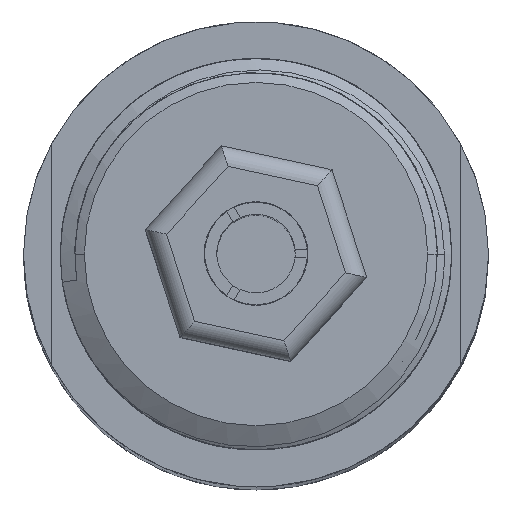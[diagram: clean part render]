
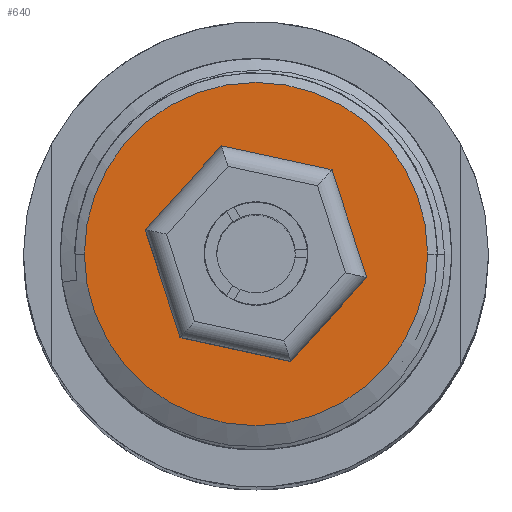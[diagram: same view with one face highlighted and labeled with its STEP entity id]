
A CAD part, top view. The second image highlights one B-rep face of the part: STEP entity #640.
In plain terms, the highlighted planar face has unit normal (0, 0, 1).
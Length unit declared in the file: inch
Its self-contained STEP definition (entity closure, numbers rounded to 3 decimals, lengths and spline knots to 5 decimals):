
#520 = EDGE_CURVE ( 'NONE', #4292, #4291, #4189, .T. ) ;
#639 = EDGE_CURVE ( 'NONE', #3652, #3655, #4560, .T. ) ;
#640 = ADVANCED_FACE ( 'NONE', ( #4555, #4554 ), #4553, .F. ) ;
#641 = EDGE_LOOP ( 'NONE', ( #642, #643 ) ) ;
#642 = ORIENTED_EDGE ( 'NONE', *, *, #3654, .T. ) ;
#643 = ORIENTED_EDGE ( 'NONE', *, *, #639, .T. ) ;
#644 = EDGE_LOOP ( 'NONE', ( #645, #650 ) ) ;
#645 = ORIENTED_EDGE ( 'NONE', *, *, #4290, .F. ) ;
#650 = ORIENTED_EDGE ( 'NONE', *, *, #520, .F. ) ;
#3652 = VERTEX_POINT ( 'NONE', #5328 ) ;
#3654 = EDGE_CURVE ( 'NONE', #3655, #3652, #5327, .T. ) ;
#3655 = VERTEX_POINT ( 'NONE', #5175 ) ;
#4186 = DIRECTION ( 'NONE',  ( -1., 0., 0. ) ) ;
#4187 = DIRECTION ( 'NONE',  ( 0., 0., -1. ) ) ;
#4188 = AXIS2_PLACEMENT_3D ( 'NONE', #4191, #4187, #4186 ) ;
#4189 = CIRCLE ( 'NONE', #4188, 0.2732 ) ;
#4191 = CARTESIAN_POINT ( 'NONE',  ( 0., 0., 0.28 ) ) ;
#4290 = EDGE_CURVE ( 'NONE', #4291, #4292, #5890, .T. ) ;
#4291 = VERTEX_POINT ( 'NONE', #5853 ) ;
#4292 = VERTEX_POINT ( 'NONE', #5888 ) ;
#4549 = DIRECTION ( 'NONE',  ( -1., 0., 0. ) ) ;
#4550 = DIRECTION ( 'NONE',  ( 0., 0., -1. ) ) ;
#4551 = CARTESIAN_POINT ( 'NONE',  ( 0.3125, 0., 0.28 ) ) ;
#4552 = AXIS2_PLACEMENT_3D ( 'NONE', #4551, #4550, #4549 ) ;
#4553 = PLANE ( 'NONE',  #4552 ) ;
#4554 = FACE_OUTER_BOUND ( 'NONE', #644, .T. ) ;
#4555 = FACE_BOUND ( 'NONE', #641, .T. ) ;
#4556 = DIRECTION ( 'NONE',  ( -1., 0., 0. ) ) ;
#4557 = DIRECTION ( 'NONE',  ( 0., 0., -1. ) ) ;
#4558 = CARTESIAN_POINT ( 'NONE',  ( 0., 0., 0.28 ) ) ;
#4559 = AXIS2_PLACEMENT_3D ( 'NONE', #4558, #4557, #4556 ) ;
#4560 = CIRCLE ( 'NONE', #4559, 0.125 ) ;
#5175 = CARTESIAN_POINT ( 'NONE',  ( -0.125, 0., 0.28 ) ) ;
#5176 = DIRECTION ( 'NONE',  ( -1., 0., 0. ) ) ;
#5177 = DIRECTION ( 'NONE',  ( 0., 0., -1. ) ) ;
#5178 = CARTESIAN_POINT ( 'NONE',  ( 0., 0., 0.28 ) ) ;
#5179 = AXIS2_PLACEMENT_3D ( 'NONE', #5178, #5177, #5176 ) ;
#5327 = CIRCLE ( 'NONE', #5179, 0.125 ) ;
#5328 = CARTESIAN_POINT ( 'NONE',  ( 0.125, 0., 0.28 ) ) ;
#5850 = AXIS2_PLACEMENT_3D ( 'NONE', #5852, #5851, #5889 ) ;
#5851 = DIRECTION ( 'NONE',  ( 0., 0., -1. ) ) ;
#5852 = CARTESIAN_POINT ( 'NONE',  ( 0., 0., 0.28 ) ) ;
#5853 = CARTESIAN_POINT ( 'NONE',  ( -0.2732, 0., 0.28 ) ) ;
#5888 = CARTESIAN_POINT ( 'NONE',  ( 0.2732, 0., 0.28 ) ) ;
#5889 = DIRECTION ( 'NONE',  ( -1., 0., 0. ) ) ;
#5890 = CIRCLE ( 'NONE', #5850, 0.2732 ) ;
